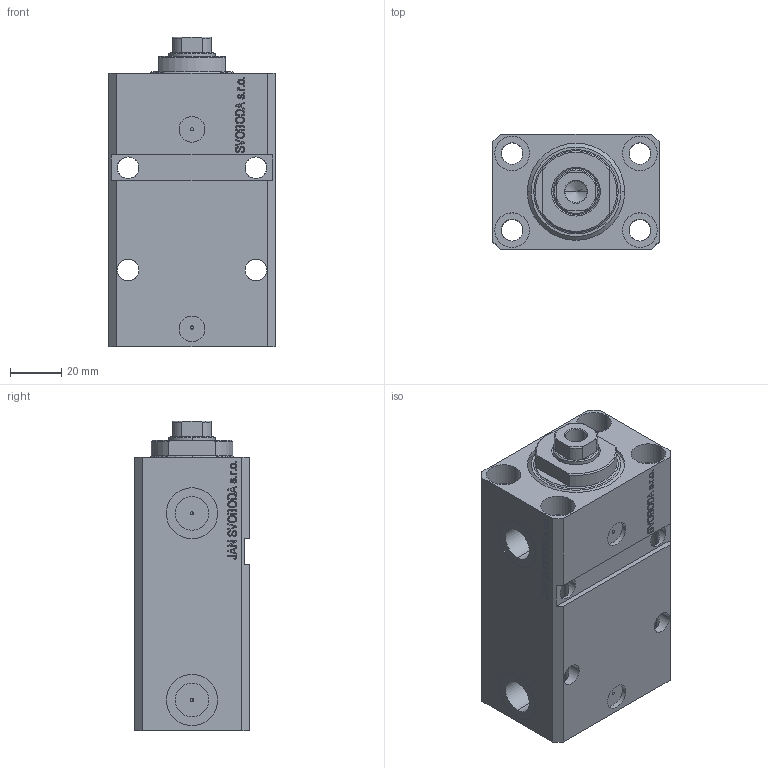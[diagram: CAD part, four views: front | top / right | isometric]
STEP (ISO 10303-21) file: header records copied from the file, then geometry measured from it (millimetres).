
FILE_DESCRIPTION (( 'STEP AP203' ), '1' );
FILE_NAME ('ae45.STEP', '2023-10-07T17:29:57', ( '' ), ( '' ), 'SwSTEP 2.0', 'SolidWorks 2019', '' );
FILE_SCHEMA (( 'CONFIG_CONTROL_DESIGN' ));
Length unit declared in the file: millimetre
Products named in the file (4): V250CE_VC_E 6ff03f95ccd632317b85bc30b50ac575; V250CE_E_Body 6ff03f95ccd632317b85bc30b50ac575; V250CE_C_VCP 6ff03f95ccd632317b85bc30b50ac575; ae45
Assembly tree (3 placements, depth 2):
  ae45
    V250CE_E_Body 6ff03f95ccd632317b85bc30b50ac575
    V250CE_C_VCP 6ff03f95ccd632317b85bc30b50ac575
    V250CE_VC_E 6ff03f95ccd632317b85bc30b50ac575
Bounding box: 65 x 45 x 121 mm (x, y, z)
Volume: 257936.8 mm3; surface area: 68062.2 mm2
Topology: 3 solids, 3 shells, 933 faces, 2395 edges, 1560 vertices
Faces by surface type: plane 439, bspline 360, cylinder 116, cone 12, torus 6
Entity records: 45495 total; most frequent: CARTESIAN_POINT 24833, ORIENTED_EDGE 4786, DIRECTION 2953, EDGE_CURVE 2393, VERTEX_POINT 1560, LINE 1429, VECTOR 1429, EDGE_LOOP 1073
